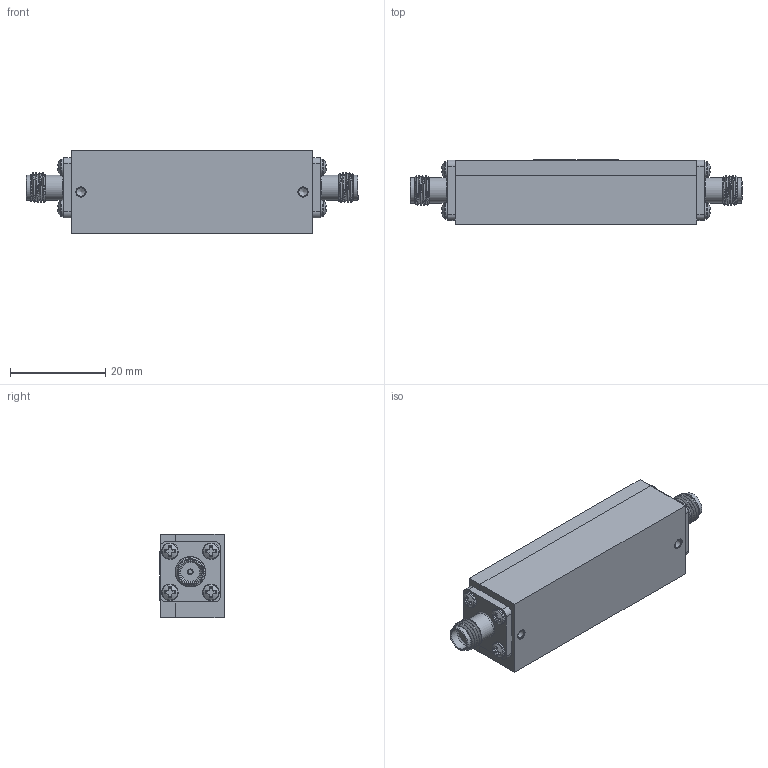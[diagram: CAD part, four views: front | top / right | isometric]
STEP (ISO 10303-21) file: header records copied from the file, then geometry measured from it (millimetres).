
FILE_DESCRIPTION (( 'STEP AP203' ), '1' );
FILE_NAME ('PE8740_3D.step', '2021-06-02T15:19:34', ( '' ), ( '' ), 'SwSTEP 2.0', 'SolidWorks 2020', '' );
FILE_SCHEMA (( 'CONFIG_CONTROL_DESIGN' ));
Length unit declared in the file: inch
Products named in the file (1): PE8740_3D
Bounding box: 69.85 x 13.54 x 17.53 mm (x, y, z)
Volume: 12837.6 mm3; surface area: 4655.7 mm2
Topology: 1 solids, 9 shells, 343 faces, 862 edges, 570 vertices
Faces by surface type: plane 199, cylinder 50, cone 46, bspline 46, torus 2
Full cylindrical faces by diameter (mm): 0.914 x2, 1.016 x2, 1.168 x2, 1.778 x2, 2.184 x2, 2.578 x8, 3.454 x8, 4.521 x2, 5.334 x4
Entity records: 22595 total; most frequent: CARTESIAN_POINT 15282, ORIENTED_EDGE 1580, DIRECTION 1244, EDGE_CURVE 790, VERTEX_POINT 550, AXIS2_PLACEMENT_3D 472, EDGE_LOOP 444, FACE_OUTER_BOUND 385
